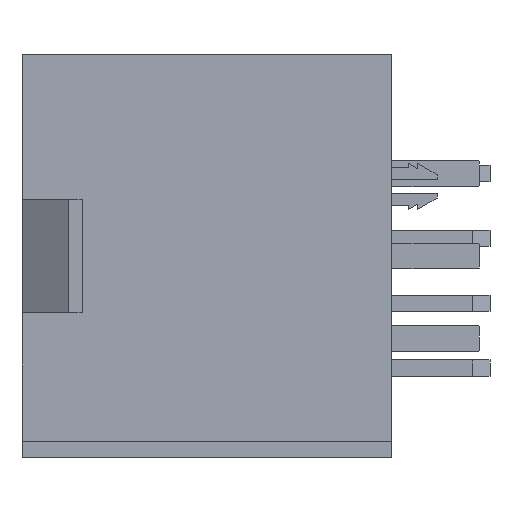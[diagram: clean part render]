
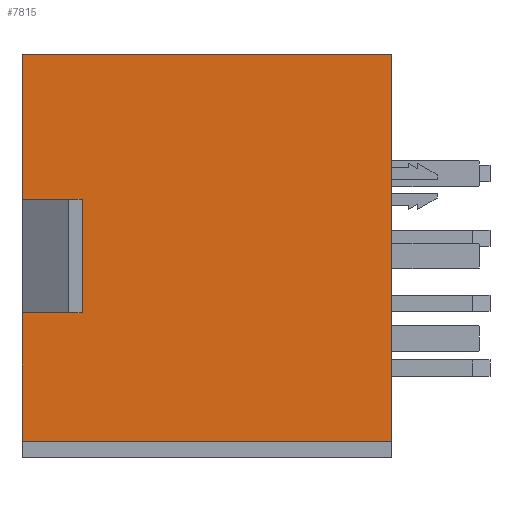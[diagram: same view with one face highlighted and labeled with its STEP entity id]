
A CAD part, left-side view. The second image highlights one B-rep face of the part: STEP entity #7815.
In plain terms, the highlighted planar face has unit normal (-1, 0, 0).
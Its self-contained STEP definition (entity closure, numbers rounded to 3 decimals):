
#188 = VECTOR ( 'NONE', #9129, 1000. ) ;
#207 = VERTEX_POINT ( 'NONE', #17379 ) ;
#399 = VECTOR ( 'NONE', #1013, 1000. ) ;
#643 = VERTEX_POINT ( 'NONE', #14737 ) ;
#1013 = DIRECTION ( 'NONE',  ( 0., 0., -1. ) ) ;
#1032 = LINE ( 'NONE', #8526, #14567 ) ;
#1124 = VERTEX_POINT ( 'NONE', #8802 ) ;
#1171 = DIRECTION ( 'NONE',  ( 0., -1., 0. ) ) ;
#1500 = EDGE_CURVE ( 'NONE', #207, #11803, #17738, .T. ) ;
#1842 = DIRECTION ( 'NONE',  ( 0., -1., 0. ) ) ;
#2498 = ORIENTED_EDGE ( 'NONE', *, *, #9020, .F. ) ;
#3396 = CARTESIAN_POINT ( 'NONE',  ( -18.72, 5.717, 5.69 ) ) ;
#5067 = CARTESIAN_POINT ( 'NONE',  ( -18.72, -6.225, -5.69 ) ) ;
#5085 = EDGE_LOOP ( 'NONE', ( #20363, #17388, #7098, #2498, #5728, #5563, #10964, #7002 ) ) ;
#5153 = PLANE ( 'NONE',  #16281 ) ;
#5252 = LINE ( 'NONE', #17895, #13414 ) ;
#5331 = EDGE_CURVE ( 'NONE', #19017, #17134, #12695, .T. ) ;
#5563 = ORIENTED_EDGE ( 'NONE', *, *, #15871, .F. ) ;
#5728 = ORIENTED_EDGE ( 'NONE', *, *, #6192, .T. ) ;
#6192 = EDGE_CURVE ( 'NONE', #1124, #643, #14735, .T. ) ;
#6433 = EDGE_CURVE ( 'NONE', #11803, #8931, #5252, .T. ) ;
#6717 = CARTESIAN_POINT ( 'NONE',  ( -18.72, 5.717, -5.69 ) ) ;
#6943 = FACE_OUTER_BOUND ( 'NONE', #5085, .T. ) ;
#7002 = ORIENTED_EDGE ( 'NONE', *, *, #1500, .F. ) ;
#7098 = ORIENTED_EDGE ( 'NONE', *, *, #5331, .F. ) ;
#7815 = ADVANCED_FACE ( 'NONE', ( #6943 ), #5153, .F. ) ;
#8022 = VECTOR ( 'NONE', #18380, 1000. ) ;
#8526 = CARTESIAN_POINT ( 'NONE',  ( -18.72, 5.717, -5.69 ) ) ;
#8802 = CARTESIAN_POINT ( 'NONE',  ( -18.72, -1.752, 5.69 ) ) ;
#8931 = VERTEX_POINT ( 'NONE', #13431 ) ;
#9020 = EDGE_CURVE ( 'NONE', #1124, #19017, #17790, .T. ) ;
#9129 = DIRECTION ( 'NONE',  ( 0., -1., 0. ) ) ;
#10249 = LINE ( 'NONE', #21118, #14649 ) ;
#10484 = DIRECTION ( 'NONE',  ( 0., 0., -1. ) ) ;
#10565 = CARTESIAN_POINT ( 'NONE',  ( -18.72, -6.225, 5.69 ) ) ;
#10839 = CARTESIAN_POINT ( 'NONE',  ( -18.72, -6.225, 5.69 ) ) ;
#10964 = ORIENTED_EDGE ( 'NONE', *, *, #6433, .F. ) ;
#11592 = EDGE_CURVE ( 'NONE', #207, #12887, #13915, .T. ) ;
#11743 = DIRECTION ( 'NONE',  ( 1., 0., 0. ) ) ;
#11803 = VERTEX_POINT ( 'NONE', #18501 ) ;
#12106 = CARTESIAN_POINT ( 'NONE',  ( -18.72, -1.752, 5.69 ) ) ;
#12315 = DIRECTION ( 'NONE',  ( 0., 0., -1. ) ) ;
#12695 = LINE ( 'NONE', #10839, #17062 ) ;
#12887 = VERTEX_POINT ( 'NONE', #6717 ) ;
#13414 = VECTOR ( 'NONE', #16241, 1000. ) ;
#13431 = CARTESIAN_POINT ( 'NONE',  ( -18.72, 1.748, 4.103 ) ) ;
#13523 = EDGE_CURVE ( 'NONE', #12887, #17134, #1032, .T. ) ;
#13684 = CARTESIAN_POINT ( 'NONE',  ( -18.72, 5.717, 5.69 ) ) ;
#13915 = LINE ( 'NONE', #13684, #399 ) ;
#14567 = VECTOR ( 'NONE', #1842, 1000. ) ;
#14649 = VECTOR ( 'NONE', #1171, 1000. ) ;
#14735 = LINE ( 'NONE', #12106, #17009 ) ;
#14737 = CARTESIAN_POINT ( 'NONE',  ( -18.72, -1.752, 4.103 ) ) ;
#15871 = EDGE_CURVE ( 'NONE', #8931, #643, #10249, .T. ) ;
#16241 = DIRECTION ( 'NONE',  ( 0., 0., -1. ) ) ;
#16281 = AXIS2_PLACEMENT_3D ( 'NONE', #16630, #11743, #19956 ) ;
#16630 = CARTESIAN_POINT ( 'NONE',  ( -18.72, 5.717, 5.69 ) ) ;
#17009 = VECTOR ( 'NONE', #12315, 1000. ) ;
#17062 = VECTOR ( 'NONE', #10484, 1000. ) ;
#17134 = VERTEX_POINT ( 'NONE', #5067 ) ;
#17379 = CARTESIAN_POINT ( 'NONE',  ( -18.72, 5.717, 5.69 ) ) ;
#17388 = ORIENTED_EDGE ( 'NONE', *, *, #13523, .T. ) ;
#17738 = LINE ( 'NONE', #3396, #8022 ) ;
#17790 = LINE ( 'NONE', #18975, #188 ) ;
#17895 = CARTESIAN_POINT ( 'NONE',  ( -18.72, 1.748, 5.69 ) ) ;
#18380 = DIRECTION ( 'NONE',  ( 0., -1., 0. ) ) ;
#18501 = CARTESIAN_POINT ( 'NONE',  ( -18.72, 1.748, 5.69 ) ) ;
#18975 = CARTESIAN_POINT ( 'NONE',  ( -18.72, -1.752, 5.69 ) ) ;
#19017 = VERTEX_POINT ( 'NONE', #10565 ) ;
#19956 = DIRECTION ( 'NONE',  ( 0., 0., -1. ) ) ;
#20363 = ORIENTED_EDGE ( 'NONE', *, *, #11592, .T. ) ;
#21118 = CARTESIAN_POINT ( 'NONE',  ( -18.72, 6.225, 4.103 ) ) ;
